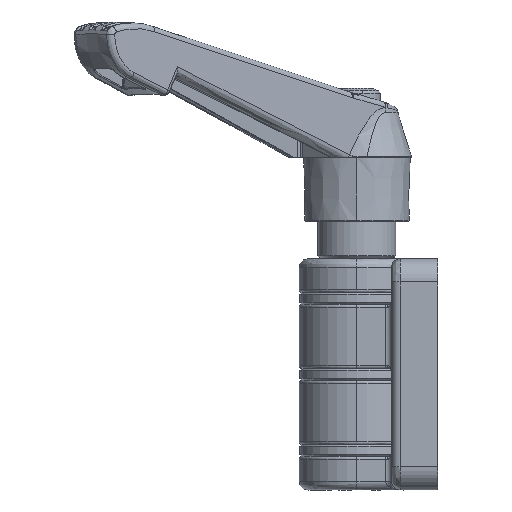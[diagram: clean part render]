
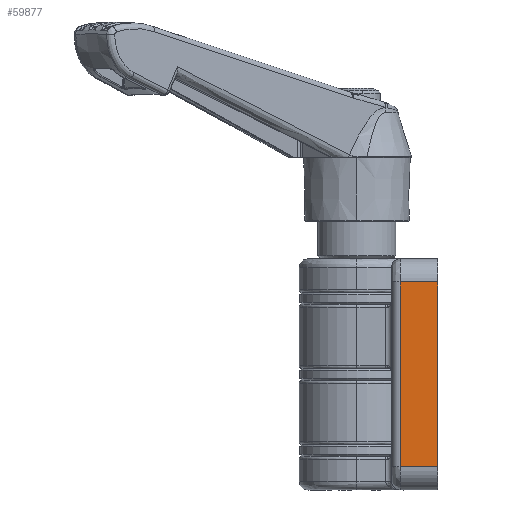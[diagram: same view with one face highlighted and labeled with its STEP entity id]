
A CAD part, left-side view. The second image highlights one B-rep face of the part: STEP entity #59877.
In plain terms, the highlighted planar face has unit normal (-1, 0, 0).
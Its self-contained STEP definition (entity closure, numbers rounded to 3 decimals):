
#55809 = PLANE('',#55810);
#55810 = AXIS2_PLACEMENT_3D('',#55811,#55812,#55813);
#55811 = CARTESIAN_POINT('',(9.606,-13.617,
    -40.621));
#55812 = DIRECTION('',(0.,-1.,0.));
#55813 = DIRECTION('',(0.,0.,-1.));
#58154 = VERTEX_POINT('',#58155);
#58155 = CARTESIAN_POINT('',(-29.794,-13.617,
    -4.621));
#58170 = CYLINDRICAL_SURFACE('',#58171,4.);
#58171 = AXIS2_PLACEMENT_3D('',#58172,#58173,#58174);
#58172 = CARTESIAN_POINT('',(-25.794,0.383,
    -4.621));
#58173 = DIRECTION('',(0.,1.,0.));
#58174 = DIRECTION('',(0.,0.,-1.));
#58182 = EDGE_CURVE('',#58154,#58183,#58185,.T.);
#58183 = VERTEX_POINT('',#58184);
#58184 = CARTESIAN_POINT('',(-29.794,-13.617,
    -36.621));
#58185 = SURFACE_CURVE('',#58186,(#58190,#58197),.PCURVE_S1.);
#58186 = LINE('',#58187,#58188);
#58187 = CARTESIAN_POINT('',(-29.794,-13.617,
    -40.621));
#58188 = VECTOR('',#58189,1.);
#58189 = DIRECTION('',(0.,-0.,-1.));
#58190 = PCURVE('',#55809,#58191);
#58191 = DEFINITIONAL_REPRESENTATION('',(#58192),#58196);
#58192 = LINE('',#58193,#58194);
#58193 = CARTESIAN_POINT('',(-0.,-39.4));
#58194 = VECTOR('',#58195,1.);
#58195 = DIRECTION('',(1.,0.));
#58196 = ( GEOMETRIC_REPRESENTATION_CONTEXT(2) 
PARAMETRIC_REPRESENTATION_CONTEXT() REPRESENTATION_CONTEXT('2D SPACE',''
  ) );
#58197 = PCURVE('',#58198,#58203);
#58198 = PLANE('',#58199);
#58199 = AXIS2_PLACEMENT_3D('',#58200,#58201,#58202);
#58200 = CARTESIAN_POINT('',(-29.794,-5.617,
    -40.621));
#58201 = DIRECTION('',(-1.,0.,0.));
#58202 = DIRECTION('',(0.,0.,1.));
#58203 = DEFINITIONAL_REPRESENTATION('',(#58204),#58208);
#58204 = LINE('',#58205,#58206);
#58205 = CARTESIAN_POINT('',(0.,-8.));
#58206 = VECTOR('',#58207,1.);
#58207 = DIRECTION('',(-1.,0.));
#58208 = ( GEOMETRIC_REPRESENTATION_CONTEXT(2) 
PARAMETRIC_REPRESENTATION_CONTEXT() REPRESENTATION_CONTEXT('2D SPACE',''
  ) );
#58227 = CYLINDRICAL_SURFACE('',#58228,4.);
#58228 = AXIS2_PLACEMENT_3D('',#58229,#58230,#58231);
#58229 = CARTESIAN_POINT('',(-25.794,-5.617,
    -36.621));
#58230 = DIRECTION('',(0.,-1.,0.));
#58231 = DIRECTION('',(0.,0.,1.));
#58762 = EDGE_CURVE('',#58763,#58154,#58765,.T.);
#58763 = VERTEX_POINT('',#58764);
#58764 = CARTESIAN_POINT('',(-29.794,-7.117,
    -4.621));
#58765 = SURFACE_CURVE('',#58766,(#58770,#58777),.PCURVE_S1.);
#58766 = LINE('',#58767,#58768);
#58767 = CARTESIAN_POINT('',(-29.794,0.383,
    -4.621));
#58768 = VECTOR('',#58769,1.);
#58769 = DIRECTION('',(0.,-1.,0.));
#58770 = PCURVE('',#58170,#58771);
#58771 = DEFINITIONAL_REPRESENTATION('',(#58772),#58776);
#58772 = LINE('',#58773,#58774);
#58773 = CARTESIAN_POINT('',(1.571,0.));
#58774 = VECTOR('',#58775,1.);
#58775 = DIRECTION('',(0.,-1.));
#58776 = ( GEOMETRIC_REPRESENTATION_CONTEXT(2) 
PARAMETRIC_REPRESENTATION_CONTEXT() REPRESENTATION_CONTEXT('2D SPACE',''
  ) );
#58777 = PCURVE('',#58198,#58778);
#58778 = DEFINITIONAL_REPRESENTATION('',(#58779),#58783);
#58779 = LINE('',#58780,#58781);
#58780 = CARTESIAN_POINT('',(36.,6.));
#58781 = VECTOR('',#58782,1.);
#58782 = DIRECTION('',(0.,-1.));
#58783 = ( GEOMETRIC_REPRESENTATION_CONTEXT(2) 
PARAMETRIC_REPRESENTATION_CONTEXT() REPRESENTATION_CONTEXT('2D SPACE',''
  ) );
#59794 = EDGE_CURVE('',#58183,#59795,#59797,.T.);
#59795 = VERTEX_POINT('',#59796);
#59796 = CARTESIAN_POINT('',(-29.794,-7.117,
    -36.621));
#59797 = SURFACE_CURVE('',#59798,(#59802,#59809),.PCURVE_S1.);
#59798 = LINE('',#59799,#59800);
#59799 = CARTESIAN_POINT('',(-29.794,-5.617,
    -36.621));
#59800 = VECTOR('',#59801,1.);
#59801 = DIRECTION('',(0.,1.,0.));
#59802 = PCURVE('',#58227,#59803);
#59803 = DEFINITIONAL_REPRESENTATION('',(#59804),#59808);
#59804 = LINE('',#59805,#59806);
#59805 = CARTESIAN_POINT('',(1.571,0.));
#59806 = VECTOR('',#59807,1.);
#59807 = DIRECTION('',(0.,-1.));
#59808 = ( GEOMETRIC_REPRESENTATION_CONTEXT(2) 
PARAMETRIC_REPRESENTATION_CONTEXT() REPRESENTATION_CONTEXT('2D SPACE',''
  ) );
#59809 = PCURVE('',#58198,#59810);
#59810 = DEFINITIONAL_REPRESENTATION('',(#59811),#59815);
#59811 = LINE('',#59812,#59813);
#59812 = CARTESIAN_POINT('',(4.,0.));
#59813 = VECTOR('',#59814,1.);
#59814 = DIRECTION('',(0.,1.));
#59815 = ( GEOMETRIC_REPRESENTATION_CONTEXT(2) 
PARAMETRIC_REPRESENTATION_CONTEXT() REPRESENTATION_CONTEXT('2D SPACE',''
  ) );
#59877 = ADVANCED_FACE('',(#59878),#58198,.T.);
#59878 = FACE_BOUND('',#59879,.T.);
#59879 = EDGE_LOOP('',(#59880,#59881,#59882,#59883));
#59880 = ORIENTED_EDGE('',*,*,#59794,.F.);
#59881 = ORIENTED_EDGE('',*,*,#58182,.F.);
#59882 = ORIENTED_EDGE('',*,*,#58762,.F.);
#59883 = ORIENTED_EDGE('',*,*,#59884,.T.);
#59884 = EDGE_CURVE('',#58763,#59795,#59885,.T.);
#59885 = SURFACE_CURVE('',#59886,(#59890,#59897),.PCURVE_S1.);
#59886 = LINE('',#59887,#59888);
#59887 = CARTESIAN_POINT('',(-29.794,-7.117,
    -40.621));
#59888 = VECTOR('',#59889,1.);
#59889 = DIRECTION('',(-0.,-0.,-1.));
#59890 = PCURVE('',#58198,#59891);
#59891 = DEFINITIONAL_REPRESENTATION('',(#59892),#59896);
#59892 = LINE('',#59893,#59894);
#59893 = CARTESIAN_POINT('',(0.,-1.5));
#59894 = VECTOR('',#59895,1.);
#59895 = DIRECTION('',(-1.,0.));
#59896 = ( GEOMETRIC_REPRESENTATION_CONTEXT(2) 
PARAMETRIC_REPRESENTATION_CONTEXT() REPRESENTATION_CONTEXT('2D SPACE',''
  ) );
#59897 = PCURVE('',#59898,#59903);
#59898 = CYLINDRICAL_SURFACE('',#59899,1.5);
#59899 = AXIS2_PLACEMENT_3D('',#59900,#59901,#59902);
#59900 = CARTESIAN_POINT('',(-28.294,-7.117,
    -40.621));
#59901 = DIRECTION('',(0.,0.,-1.));
#59902 = DIRECTION('',(1.,0.,0.));
#59903 = DEFINITIONAL_REPRESENTATION('',(#59904),#59908);
#59904 = LINE('',#59905,#59906);
#59905 = CARTESIAN_POINT('',(3.142,0.));
#59906 = VECTOR('',#59907,1.);
#59907 = DIRECTION('',(0.,1.));
#59908 = ( GEOMETRIC_REPRESENTATION_CONTEXT(2) 
PARAMETRIC_REPRESENTATION_CONTEXT() REPRESENTATION_CONTEXT('2D SPACE',''
  ) );
